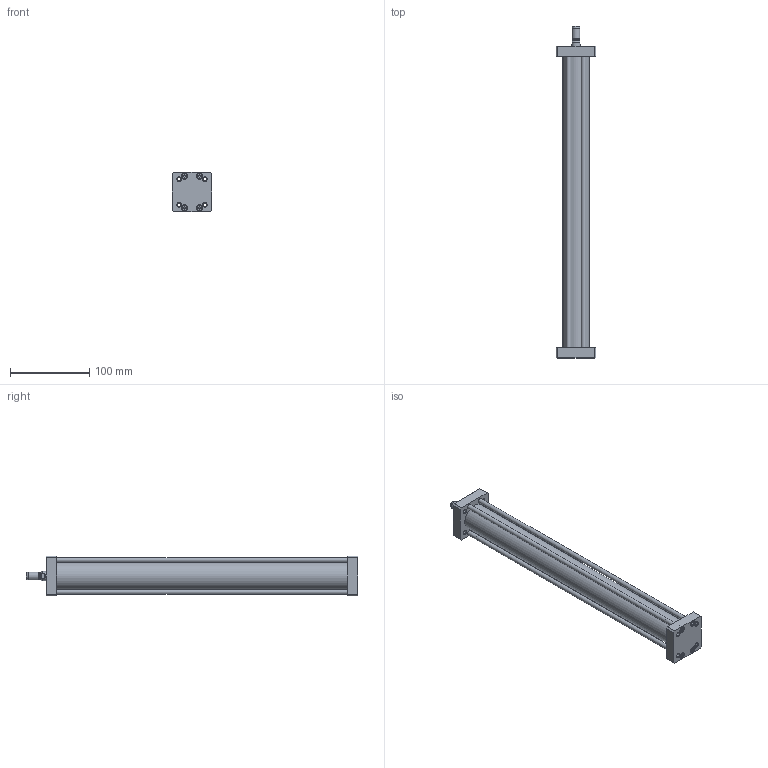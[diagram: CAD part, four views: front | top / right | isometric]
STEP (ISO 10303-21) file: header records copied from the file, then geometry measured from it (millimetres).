
FILE_DESCRIPTION((''),'2;1');
FILE_NAME('XDM032.350.GS.M.stp','2014-03-17T11:29:52',('carlo.corazza'),(''),'Autodesk Inventor 2012','Autodesk Inventor 2012','');
FILE_SCHEMA(('AUTOMOTIVE_DESIGN { 1 0 10303 214 1 1 1 1 }'));
Length unit declared in the file: millimetre
Products named in the file (6): XDM032..GS.M; CORPO-350; STELO-350; TA; TIRANTE-350; TP
Assembly tree (8 placements, depth 2):
  XDM032..GS.M
    CORPO-350
    STELO-350
    TA
    TIRANTE-350  x4
    TP
Bounding box: 50 x 419.5 x 50 mm (x, y, z)
Volume: 181547.9 mm3; surface area: 140537.7 mm2
Topology: 8 solids, 17 shells, 275 faces, 602 edges, 371 vertices
Faces by surface type: plane 112, cone 90, cylinder 59, torus 14
Full cylindrical faces by diameter (mm): 2.5 x2, 3.242 x8, 4.9 x8, 4.917 x9, 6 x4, 7 x8, 7.5 x8, 8 x1, 8.566 x2, 10 x1, 12 x1, 12.54 x1, 13.7 x1, 14 x1, 16.32 x1, 16.5 x1, 32 x1, 34 x1
Entity records: 6326 total; most frequent: CARTESIAN_POINT 1206, DIRECTION 1000, ORIENTED_EDGE 746, EDGE_LOOP 428, AXIS2_PLACEMENT_3D 425, EDGE_CURVE 373, VERTEX_POINT 305, STYLED_ITEM 247
